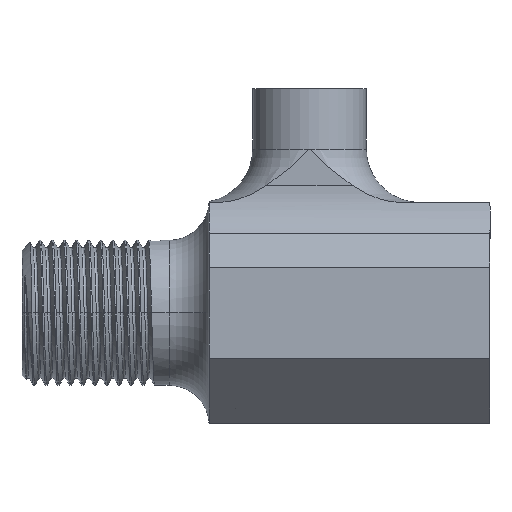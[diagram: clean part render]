
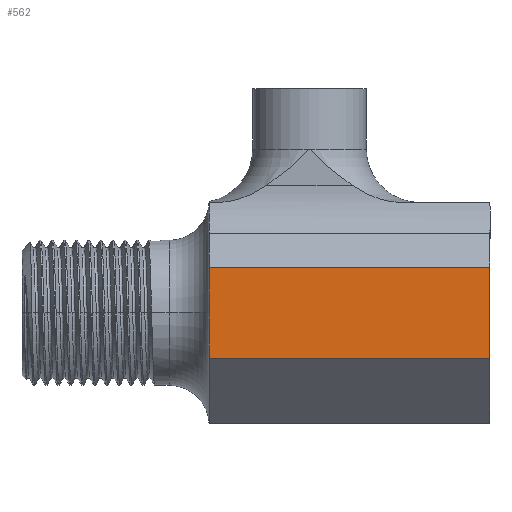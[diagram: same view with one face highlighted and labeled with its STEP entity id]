
A CAD part, front view. The second image highlights one B-rep face of the part: STEP entity #562.
In plain terms, the highlighted planar face has unit normal (0, -1, 0).
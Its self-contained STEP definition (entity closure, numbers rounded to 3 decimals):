
#413=CARTESIAN_POINT('Vertex',(-42.01,-16.5,16.5)) ;
#417=CARTESIAN_POINT('Control Point',(-42.01,-16.5,16.5)) ;
#418=CARTESIAN_POINT('Control Point',(-42.01,-16.5,17.635)) ;
#419=CARTESIAN_POINT('Control Point',(-42.,-16.5,18.77)) ;
#420=CARTESIAN_POINT('Control Point',(-42.,-16.5,19.917)) ;
#421=CARTESIAN_POINT('Vertex',(-42.,-16.5,19.917)) ;
#505=CARTESIAN_POINT('Axis2P3D Location',(0.,-16.5,0.)) ;
#510=CARTESIAN_POINT('Line Origine',(0.,-16.5,16.5)) ;
#514=CARTESIAN_POINT('Vertex',(0.,-16.5,23.335)) ;
#516=CARTESIAN_POINT('Vertex',(0.,-16.5,9.665)) ;
#519=CARTESIAN_POINT('Line Origine',(-21.,-16.5,23.335)) ;
#523=CARTESIAN_POINT('Vertex',(-42.,-16.5,23.335)) ;
#526=CARTESIAN_POINT('Line Origine',(-42.,-16.5,21.626)) ;
#532=CARTESIAN_POINT('Control Point',(-42.01,-16.5,16.5)) ;
#533=CARTESIAN_POINT('Control Point',(-42.01,-16.5,15.819)) ;
#534=CARTESIAN_POINT('Control Point',(-42.008,-16.5,15.138)) ;
#535=CARTESIAN_POINT('Control Point',(-42.004,-16.5,14.456)) ;
#536=CARTESIAN_POINT('Control Point',(-42.,-16.5,13.772)) ;
#537=CARTESIAN_POINT('Control Point',(-42.,-16.5,13.083)) ;
#538=CARTESIAN_POINT('Vertex',(-42.,-16.5,13.083)) ;
#541=CARTESIAN_POINT('Line Origine',(-42.,-16.5,11.374)) ;
#545=CARTESIAN_POINT('Vertex',(-42.,-16.5,9.665)) ;
#548=CARTESIAN_POINT('Line Origine',(-21.,-16.5,9.665)) ;
#506=DIRECTION('Axis2P3D Direction',(0.,1.,-0.)) ;
#507=DIRECTION('Axis2P3D XDirection',(-1.,0.,0.)) ;
#511=DIRECTION('Vector Direction',(0.,0.,-1.)) ;
#520=DIRECTION('Vector Direction',(-1.,0.,0.)) ;
#527=DIRECTION('Vector Direction',(0.,0.,-1.)) ;
#542=DIRECTION('Vector Direction',(0.,0.,-1.)) ;
#549=DIRECTION('Vector Direction',(-1.,0.,0.)) ;
#508=AXIS2_PLACEMENT_3D('Plane Axis2P3D',#505,#506,#507) ;
#554=ORIENTED_EDGE('',*,*,#518,.F.) ;
#555=ORIENTED_EDGE('',*,*,#525,.T.) ;
#556=ORIENTED_EDGE('',*,*,#530,.T.) ;
#557=ORIENTED_EDGE('',*,*,#423,.F.) ;
#558=ORIENTED_EDGE('',*,*,#540,.T.) ;
#559=ORIENTED_EDGE('',*,*,#547,.T.) ;
#560=ORIENTED_EDGE('',*,*,#552,.F.) ;
#512=VECTOR('Line Direction',#511,1.) ;
#521=VECTOR('Line Direction',#520,1.) ;
#528=VECTOR('Line Direction',#527,1.) ;
#543=VECTOR('Line Direction',#542,1.) ;
#550=VECTOR('Line Direction',#549,1.) ;
#562=ADVANCED_FACE('Corps principal',(#561),#509,.F.) ;
#416=B_SPLINE_CURVE_WITH_KNOTS('',3,(#417,#418,#419,#420),.UNSPECIFIED.,.F.,.U.,(4,4),(0.,4.866),.UNSPECIFIED.) ;
#531=B_SPLINE_CURVE_WITH_KNOTS('',5,(#532,#533,#534,#535,#536,#537),.UNSPECIFIED.,.F.,.U.,(6,6),(0.,4.866),.UNSPECIFIED.) ;
#423=EDGE_CURVE('',#414,#422,#416,.T.) ;
#518=EDGE_CURVE('',#515,#517,#513,.T.) ;
#525=EDGE_CURVE('',#515,#524,#522,.T.) ;
#530=EDGE_CURVE('',#524,#422,#529,.T.) ;
#540=EDGE_CURVE('',#414,#539,#531,.T.) ;
#547=EDGE_CURVE('',#539,#546,#544,.T.) ;
#552=EDGE_CURVE('',#517,#546,#551,.T.) ;
#553=EDGE_LOOP('',(#554,#555,#556,#557,#558,#559,#560)) ;
#561=FACE_OUTER_BOUND('',#553,.T.) ;
#513=LINE('Line',#510,#512) ;
#522=LINE('Line',#519,#521) ;
#529=LINE('Line',#526,#528) ;
#544=LINE('Line',#541,#543) ;
#551=LINE('Line',#548,#550) ;
#509=PLANE('Plane',#508) ;
#414=VERTEX_POINT('',#413) ;
#422=VERTEX_POINT('',#421) ;
#515=VERTEX_POINT('',#514) ;
#517=VERTEX_POINT('',#516) ;
#524=VERTEX_POINT('',#523) ;
#539=VERTEX_POINT('',#538) ;
#546=VERTEX_POINT('',#545) ;
